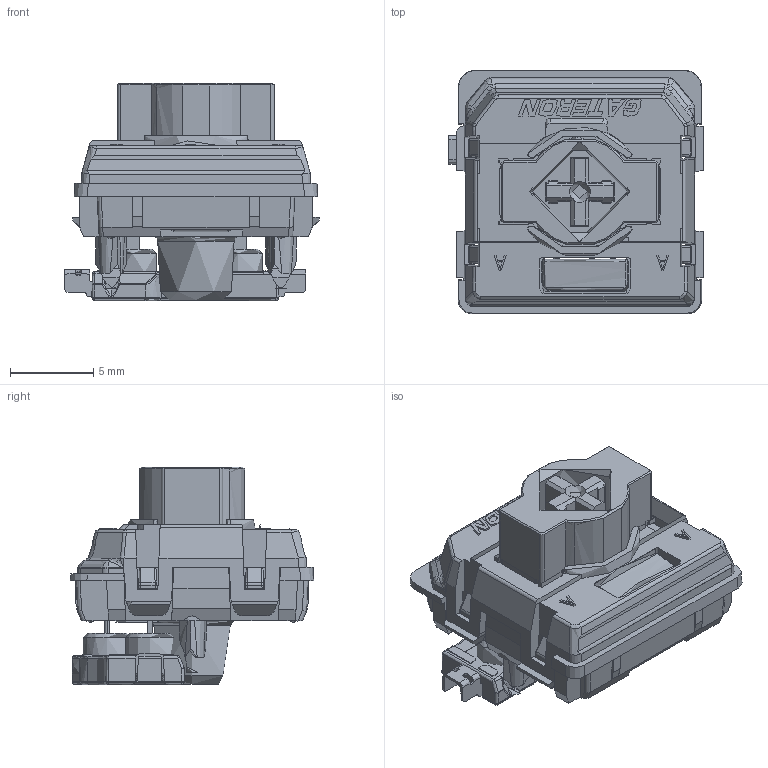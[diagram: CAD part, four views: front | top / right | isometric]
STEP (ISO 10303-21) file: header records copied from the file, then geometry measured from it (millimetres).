
FILE_DESCRIPTION(/* description */ (''),/* implementation_level */ '2;1');
FILE_NAME(/* name */ 'Gateron-LP-3-Hotswap.step',/* time_stamp */ '2025-11-29T01:32:50-05:00',/* author */ (''),/* organization */ (''),/* preprocessor_version */ 'ST-DEVELOPER v20.1',/* originating_system */ 'Autodesk Translation Framework v14.21.0.0',/* authorisation */ '');
FILE_SCHEMA (('AUTOMOTIVE_DESIGN { 1 0 10303 214 3 1 1 }'));
Products named in the file (3): Switch assembly; RD-022BC2D6Fpzv7; RD-01EF0D4193y2z
Assembly tree (2 placements, depth 2):
  Switch assembly
    RD-022BC2D6Fpzv7
    RD-01EF0D4193y2z
Bounding box: 15.25 x 14.6 x 13.05 mm (x, y, z)
Volume: 1209.9 mm3; surface area: 1953.9 mm2
Topology: 9 solids, 15 shells, 1557 faces, 4246 edges, 2736 vertices
Faces by surface type: plane 882, cylinder 361, bspline 223, cone 52, sphere 29, torus 10
Full cylindrical faces by diameter (mm): 1.8 x1
Entity records: 52563 total; most frequent: CARTESIAN_POINT 13927, ORIENTED_EDGE 8460, DIRECTION 7496, EDGE_CURVE 4230, VERTEX_POINT 2739, LINE 2736, VECTOR 2736, AXIS2_PLACEMENT_3D 2380
